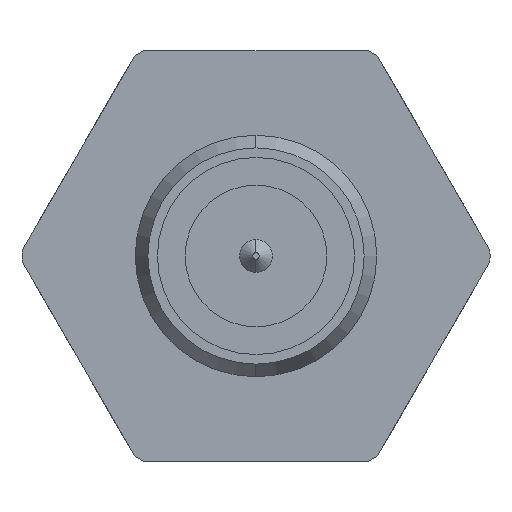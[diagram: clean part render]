
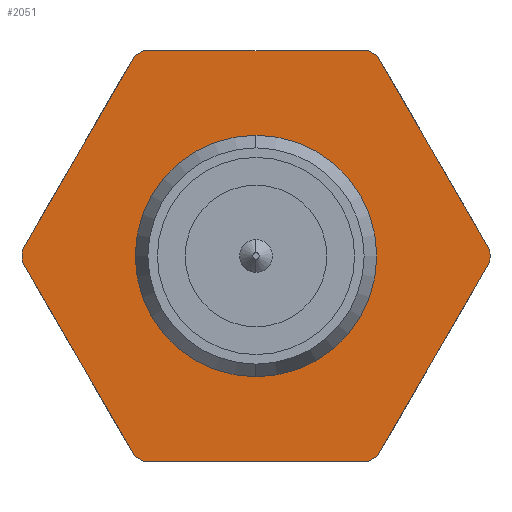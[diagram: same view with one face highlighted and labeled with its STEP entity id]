
A CAD part, left-side view. The second image highlights one B-rep face of the part: STEP entity #2051.
In plain terms, the highlighted planar face has unit normal (-1, 0, 0).
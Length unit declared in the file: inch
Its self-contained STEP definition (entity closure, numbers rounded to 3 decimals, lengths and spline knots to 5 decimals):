
#27 = DIRECTION ( 'NONE',  ( 0., 0., -1. ) ) ;
#32 = DIRECTION ( 'NONE',  ( 0., -1., 0. ) ) ;
#76 = CIRCLE ( 'NONE', #2129, 0.07352 ) ;
#89 = DIRECTION ( 'NONE',  ( 0., 0.5, 0.866 ) ) ;
#124 = DIRECTION ( 'NONE',  ( 1., 0., 0. ) ) ;
#169 = VECTOR ( 'NONE', #988, 39.37008 ) ;
#206 = CARTESIAN_POINT ( 'NONE',  ( 0.264, -0.07404, 0.12175 ) ) ;
#225 = CARTESIAN_POINT ( 'NONE',  ( 0.264, 0.07217, 0.125 ) ) ;
#250 = VERTEX_POINT ( 'NONE', #2494 ) ;
#293 = AXIS2_PLACEMENT_3D ( 'NONE', #2214, #2413, #824 ) ;
#297 = CIRCLE ( 'NONE', #1992, 0.07352 ) ;
#343 = LINE ( 'NONE', #2278, #1860 ) ;
#382 = ORIENTED_EDGE ( 'NONE', *, *, #1460, .F. ) ;
#415 = VERTEX_POINT ( 'NONE', #1731 ) ;
#431 = ORIENTED_EDGE ( 'NONE', *, *, #2486, .F. ) ;
#435 = VERTEX_POINT ( 'NONE', #206 ) ;
#481 = DIRECTION ( 'NONE',  ( 1., 0., 0. ) ) ;
#488 = VERTEX_POINT ( 'NONE', #1405 ) ;
#528 = ORIENTED_EDGE ( 'NONE', *, *, #1573, .F. ) ;
#591 = DIRECTION ( 'NONE',  ( 0., -0.5, -0.866 ) ) ;
#594 = ORIENTED_EDGE ( 'NONE', *, *, #2095, .F. ) ;
#599 = EDGE_CURVE ( 'NONE', #2211, #250, #2280, .T. ) ;
#623 = EDGE_CURVE ( 'NONE', #1426, #911, #1539, .T. ) ;
#634 = CIRCLE ( 'NONE', #913, 0.1425 ) ;
#653 = VERTEX_POINT ( 'NONE', #1267 ) ;
#664 = DIRECTION ( 'NONE',  ( 1., 0., 0. ) ) ;
#713 = CARTESIAN_POINT ( 'NONE',  ( 0.264, -0.07217, -0.125 ) ) ;
#740 = EDGE_CURVE ( 'NONE', #2087, #488, #2222, .T. ) ;
#766 = AXIS2_PLACEMENT_3D ( 'NONE', #2404, #2014, #2395 ) ;
#768 = DIRECTION ( 'NONE',  ( 1., 0., 0. ) ) ;
#783 = CARTESIAN_POINT ( 'NONE',  ( 0.264, 0., 0. ) ) ;
#798 = CARTESIAN_POINT ( 'NONE',  ( 0.264, -0.14246, -0.00325 ) ) ;
#824 = DIRECTION ( 'NONE',  ( 0., 0., -1. ) ) ;
#830 = CARTESIAN_POINT ( 'NONE',  ( 0.264, 0.07404, -0.12175 ) ) ;
#903 = LINE ( 'NONE', #1553, #1604 ) ;
#904 = DIRECTION ( 'NONE',  ( 1., 0., 0. ) ) ;
#911 = VERTEX_POINT ( 'NONE', #1682 ) ;
#913 = AXIS2_PLACEMENT_3D ( 'NONE', #2459, #481, #1666 ) ;
#977 = EDGE_CURVE ( 'NONE', #1280, #415, #343, .T. ) ;
#988 = DIRECTION ( 'NONE',  ( 0., 0.5, -0.866 ) ) ;
#1027 = LINE ( 'NONE', #1396, #169 ) ;
#1056 = ORIENTED_EDGE ( 'NONE', *, *, #623, .F. ) ;
#1064 = CIRCLE ( 'NONE', #1185, 0.1425 ) ;
#1066 = ORIENTED_EDGE ( 'NONE', *, *, #2272, .F. ) ;
#1108 = DIRECTION ( 'NONE',  ( 0., 0., -1. ) ) ;
#1112 = DIRECTION ( 'NONE',  ( 0., 0., -1. ) ) ;
#1122 = PLANE ( 'NONE',  #1699 ) ;
#1172 = ORIENTED_EDGE ( 'NONE', *, *, #740, .F. ) ;
#1185 = AXIS2_PLACEMENT_3D ( 'NONE', #2520, #2115, #1112 ) ;
#1202 = ORIENTED_EDGE ( 'NONE', *, *, #977, .F. ) ;
#1239 = EDGE_LOOP ( 'NONE', ( #2264, #1355 ) ) ;
#1262 = VERTEX_POINT ( 'NONE', #1822 ) ;
#1267 = CARTESIAN_POINT ( 'NONE',  ( 0.264, 0., 0.07352 ) ) ;
#1280 = VERTEX_POINT ( 'NONE', #830 ) ;
#1323 = FACE_OUTER_BOUND ( 'NONE', #1398, .T. ) ;
#1328 = AXIS2_PLACEMENT_3D ( 'NONE', #1950, #768, #1769 ) ;
#1354 = DIRECTION ( 'NONE',  ( 0., 0., -1. ) ) ;
#1355 = ORIENTED_EDGE ( 'NONE', *, *, #2282, .T. ) ;
#1393 = ORIENTED_EDGE ( 'NONE', *, *, #599, .F. ) ;
#1396 = CARTESIAN_POINT ( 'NONE',  ( 0.264, -0.14434, 0. ) ) ;
#1398 = EDGE_LOOP ( 'NONE', ( #382, #528, #1393, #1622, #594, #2045, #1402, #1056, #431, #1172, #1066, #1202 ) ) ;
#1402 = ORIENTED_EDGE ( 'NONE', *, *, #1529, .F. ) ;
#1405 = CARTESIAN_POINT ( 'NONE',  ( 0.264, 0.07404, 0.12175 ) ) ;
#1426 = VERTEX_POINT ( 'NONE', #2466 ) ;
#1460 = EDGE_CURVE ( 'NONE', #2449, #1280, #634, .T. ) ;
#1484 = VECTOR ( 'NONE', #1733, 39.37008 ) ;
#1510 = VECTOR ( 'NONE', #32, 39.37008 ) ;
#1529 = EDGE_CURVE ( 'NONE', #911, #435, #1064, .T. ) ;
#1539 = LINE ( 'NONE', #225, #1510 ) ;
#1553 = CARTESIAN_POINT ( 'NONE',  ( 0.264, -0.07217, 0.125 ) ) ;
#1573 = EDGE_CURVE ( 'NONE', #250, #2449, #2007, .T. ) ;
#1593 = CARTESIAN_POINT ( 'NONE',  ( 0.264, 0.14434, 0. ) ) ;
#1604 = VECTOR ( 'NONE', #591, 39.37008 ) ;
#1622 = ORIENTED_EDGE ( 'NONE', *, *, #2180, .F. ) ;
#1643 = FACE_BOUND ( 'NONE', #1239, .T. ) ;
#1666 = DIRECTION ( 'NONE',  ( 0., 0., -1. ) ) ;
#1673 = CIRCLE ( 'NONE', #766, 0.1425 ) ;
#1682 = CARTESIAN_POINT ( 'NONE',  ( 0.264, -0.06842, 0.125 ) ) ;
#1686 = VERTEX_POINT ( 'NONE', #798 ) ;
#1699 = AXIS2_PLACEMENT_3D ( 'NONE', #2308, #124, #1108 ) ;
#1705 = CIRCLE ( 'NONE', #1328, 0.1425 ) ;
#1731 = CARTESIAN_POINT ( 'NONE',  ( 0.264, 0.14246, -0.00325 ) ) ;
#1733 = DIRECTION ( 'NONE',  ( 0., 1., 0. ) ) ;
#1769 = DIRECTION ( 'NONE',  ( 0., 0., -1. ) ) ;
#1810 = VERTEX_POINT ( 'NONE', #2420 ) ;
#1822 = CARTESIAN_POINT ( 'NONE',  ( 0.264, -0.14246, 0.00325 ) ) ;
#1860 = VECTOR ( 'NONE', #89, 39.37008 ) ;
#1898 = AXIS2_PLACEMENT_3D ( 'NONE', #2504, #664, #2470 ) ;
#1943 = VECTOR ( 'NONE', #1996, 39.37008 ) ;
#1950 = CARTESIAN_POINT ( 'NONE',  ( 0.264, 0., 0. ) ) ;
#1992 = AXIS2_PLACEMENT_3D ( 'NONE', #2331, #904, #1354 ) ;
#1996 = DIRECTION ( 'NONE',  ( 0., -0.5, 0.866 ) ) ;
#2007 = LINE ( 'NONE', #713, #1484 ) ;
#2014 = DIRECTION ( 'NONE',  ( 1., 0., 0. ) ) ;
#2045 = ORIENTED_EDGE ( 'NONE', *, *, #2093, .F. ) ;
#2051 = ADVANCED_FACE ( 'NONE', ( #1643, #1323 ), #1122, .F. ) ;
#2087 = VERTEX_POINT ( 'NONE', #2496 ) ;
#2093 = EDGE_CURVE ( 'NONE', #435, #1262, #903, .T. ) ;
#2095 = EDGE_CURVE ( 'NONE', #1262, #1686, #1705, .T. ) ;
#2115 = DIRECTION ( 'NONE',  ( 1., 0., 0. ) ) ;
#2129 = AXIS2_PLACEMENT_3D ( 'NONE', #783, #2213, #27 ) ;
#2180 = EDGE_CURVE ( 'NONE', #1686, #2211, #1027, .T. ) ;
#2211 = VERTEX_POINT ( 'NONE', #2391 ) ;
#2213 = DIRECTION ( 'NONE',  ( 1., 0., 0. ) ) ;
#2214 = CARTESIAN_POINT ( 'NONE',  ( 0.264, 0., 0. ) ) ;
#2222 = LINE ( 'NONE', #1593, #1943 ) ;
#2264 = ORIENTED_EDGE ( 'NONE', *, *, #2566, .T. ) ;
#2272 = EDGE_CURVE ( 'NONE', #415, #2087, #1673, .T. ) ;
#2278 = CARTESIAN_POINT ( 'NONE',  ( 0.264, 0.07217, -0.125 ) ) ;
#2280 = CIRCLE ( 'NONE', #293, 0.1425 ) ;
#2282 = EDGE_CURVE ( 'NONE', #1810, #653, #76, .T. ) ;
#2305 = CARTESIAN_POINT ( 'NONE',  ( 0.264, 0.06842, -0.125 ) ) ;
#2308 = CARTESIAN_POINT ( 'NONE',  ( 0.264, 0., 0. ) ) ;
#2331 = CARTESIAN_POINT ( 'NONE',  ( 0.264, 0., 0. ) ) ;
#2391 = CARTESIAN_POINT ( 'NONE',  ( 0.264, -0.07404, -0.12175 ) ) ;
#2395 = DIRECTION ( 'NONE',  ( 0., 0., -1. ) ) ;
#2404 = CARTESIAN_POINT ( 'NONE',  ( 0.264, 0., 0. ) ) ;
#2413 = DIRECTION ( 'NONE',  ( 1., 0., 0. ) ) ;
#2420 = CARTESIAN_POINT ( 'NONE',  ( 0.264, 0., -0.07352 ) ) ;
#2449 = VERTEX_POINT ( 'NONE', #2305 ) ;
#2459 = CARTESIAN_POINT ( 'NONE',  ( 0.264, 0., 0. ) ) ;
#2466 = CARTESIAN_POINT ( 'NONE',  ( 0.264, 0.06842, 0.125 ) ) ;
#2468 = CIRCLE ( 'NONE', #1898, 0.1425 ) ;
#2470 = DIRECTION ( 'NONE',  ( 0., 0., -1. ) ) ;
#2486 = EDGE_CURVE ( 'NONE', #488, #1426, #2468, .T. ) ;
#2494 = CARTESIAN_POINT ( 'NONE',  ( 0.264, -0.06842, -0.125 ) ) ;
#2496 = CARTESIAN_POINT ( 'NONE',  ( 0.264, 0.14246, 0.00325 ) ) ;
#2504 = CARTESIAN_POINT ( 'NONE',  ( 0.264, 0., 0. ) ) ;
#2520 = CARTESIAN_POINT ( 'NONE',  ( 0.264, 0., 0. ) ) ;
#2566 = EDGE_CURVE ( 'NONE', #653, #1810, #297, .T. ) ;
